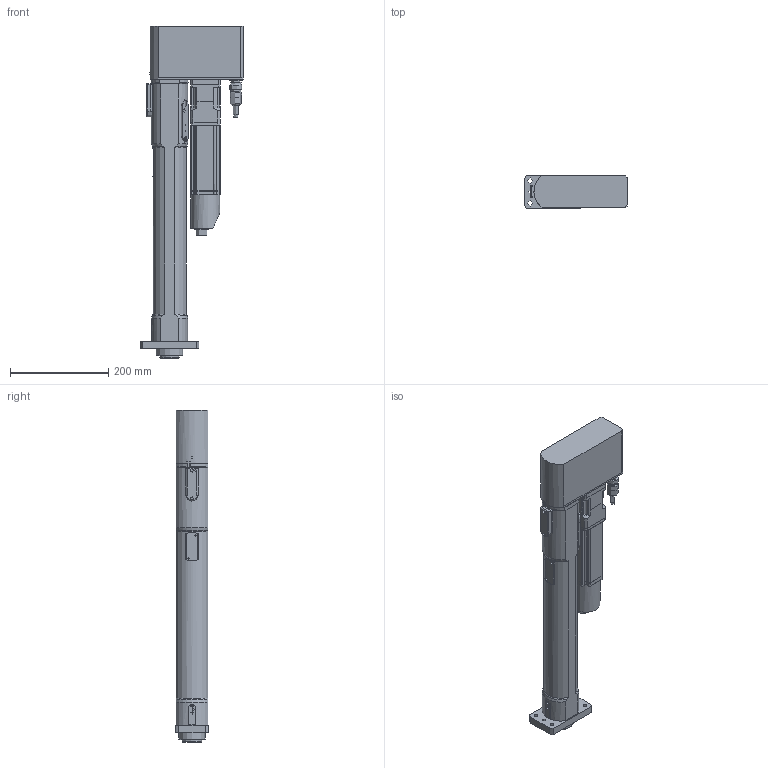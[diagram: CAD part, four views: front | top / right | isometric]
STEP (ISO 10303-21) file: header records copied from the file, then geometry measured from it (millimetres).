
FILE_DESCRIPTION(/* description */ (''),/* implementation_level */ '2;1');
FILE_NAME(/* name */ 'DPS-101R3-30FB(DS-P020)_OUTLINE.stp',/* time_stamp */ '2016-07-26T14:37:35+09:00',/* author */ ('hirokisenga'),/* organization */ (''),/* preprocessor_version */ 'ST-DEVELOPER v16.5',/* originating_system */ 'Autodesk Inventor 2017',/* authorisation */ '');
FILE_SCHEMA (('AUTOMOTIVE_DESIGN { 1 0 10303 214 3 1 1 }'));
Length unit declared in the file: millimetre
Products named in the file (3): DPS-101R3-30FB(DS-P020); DPS-051R3-30FB; DS-P020-02_OUTLINE
Assembly tree (2 placements, depth 2):
  DPS-101R3-30FB(DS-P020)
    DPS-051R3-30FB
    DS-P020-02_OUTLINE
Bounding box: 209 x 68 x 675 mm (x, y, z)
Volume: 4263222.4 mm3; surface area: 426431.3 mm2
Topology: 3 solids, 3 shells, 768 faces, 1878 edges, 1185 vertices
Faces by surface type: plane 363, cylinder 234, cone 113, bspline 36, torus 21, sphere 1
Full cylindrical faces by diameter (mm): 2.459 x2, 3.242 x7, 3.3 x4, 4 x1, 4.134 x6, 4.5 x10, 5 x4, 5.5 x4, 6 x1, 8 x6, 8.2 x1, 8.5 x2, 8.7 x1, 9.3 x1, 10 x1, 10.2 x1, 10.5 x1, 10.6 x1, 11 x5, 12 x1, 14 x2, 14.5 x1, 14.7 x1, 18 x1, 20.7 x1, 21.909 x1, 22 x1, 23.5 x1, 24 x1, 25.5 x1
Entity records: 24613 total; most frequent: CARTESIAN_POINT 6521, DIRECTION 3780, ORIENTED_EDGE 3476, EDGE_CURVE 1738, AXIS2_PLACEMENT_3D 1422, VERTEX_POINT 1152, EDGE_LOOP 966, LINE 936
